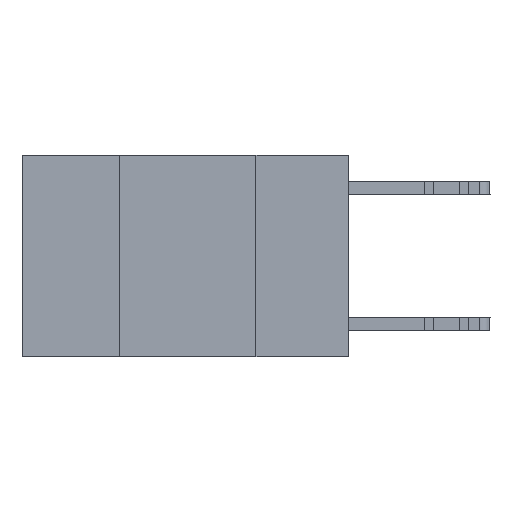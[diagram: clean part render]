
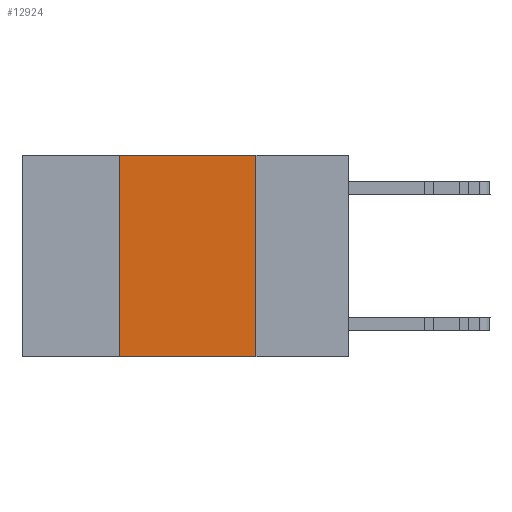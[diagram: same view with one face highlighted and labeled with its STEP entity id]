
A CAD part, left-side view. The second image highlights one B-rep face of the part: STEP entity #12924.
In plain terms, the highlighted planar face has unit normal (-1, 0, 0).
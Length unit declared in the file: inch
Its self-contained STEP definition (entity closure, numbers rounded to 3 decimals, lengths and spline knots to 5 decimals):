
#2710 = CARTESIAN_POINT ( 'NONE',  ( 0., 0.6, 0. ) ) ;
#3328 = VECTOR ( 'NONE', #20319, 39.37008 ) ;
#3470 = LINE ( 'NONE', #20388, #3328 ) ;
#3601 = DIRECTION ( 'NONE',  ( 0., 0., -1. ) ) ;
#3641 = DIRECTION ( 'NONE',  ( 1., 0., 0. ) ) ;
#3674 = PLANE ( 'NONE',  #26276 ) ;
#3754 = CARTESIAN_POINT ( 'NONE',  ( 0., 0.6, 0. ) ) ;
#5346 = DIRECTION ( 'NONE',  ( 0., -1., 0. ) ) ;
#5812 = FACE_OUTER_BOUND ( 'NONE', #19896, .T. ) ;
#6647 = CARTESIAN_POINT ( 'NONE',  ( 0., 0.42, -0.37 ) ) ;
#6846 = EDGE_CURVE ( 'NONE', #7691, #11660, #3470, .T. ) ;
#7691 = VERTEX_POINT ( 'NONE', #6647 ) ;
#8119 = EDGE_CURVE ( 'NONE', #7691, #19670, #23705, .T. ) ;
#11058 = ORIENTED_EDGE ( 'NONE', *, *, #30466, .F. ) ;
#11660 = VERTEX_POINT ( 'NONE', #26928 ) ;
#12924 = ADVANCED_FACE ( 'NONE', ( #5812 ), #3674, .F. ) ;
#13889 = CARTESIAN_POINT ( 'NONE',  ( 0., 0.17, 0. ) ) ;
#14007 = LINE ( 'NONE', #2710, #26200 ) ;
#15853 = ORIENTED_EDGE ( 'NONE', *, *, #30143, .F. ) ;
#15927 = VECTOR ( 'NONE', #16366, 39.37008 ) ;
#16366 = DIRECTION ( 'NONE',  ( 0., 0., -1. ) ) ;
#16557 = ORIENTED_EDGE ( 'NONE', *, *, #6846, .F. ) ;
#16652 = ORIENTED_EDGE ( 'NONE', *, *, #8119, .T. ) ;
#18234 = CARTESIAN_POINT ( 'NONE',  ( 0., 0.17, 0. ) ) ;
#19670 = VERTEX_POINT ( 'NONE', #27276 ) ;
#19896 = EDGE_LOOP ( 'NONE', ( #15853, #11058, #16557, #16652 ) ) ;
#20319 = DIRECTION ( 'NONE',  ( 0., 0., 1. ) ) ;
#20388 = CARTESIAN_POINT ( 'NONE',  ( 0., 0.42, 0. ) ) ;
#23026 = VERTEX_POINT ( 'NONE', #18234 ) ;
#23110 = VECTOR ( 'NONE', #26336, 39.37008 ) ;
#23216 = LINE ( 'NONE', #13889, #15927 ) ;
#23705 = LINE ( 'NONE', #27129, #23110 ) ;
#26200 = VECTOR ( 'NONE', #5346, 39.37008 ) ;
#26276 = AXIS2_PLACEMENT_3D ( 'NONE', #3754, #3641, #3601 ) ;
#26336 = DIRECTION ( 'NONE',  ( 0., -1., 0. ) ) ;
#26928 = CARTESIAN_POINT ( 'NONE',  ( 0., 0.42, 0. ) ) ;
#27129 = CARTESIAN_POINT ( 'NONE',  ( 0., 0.6, -0.37 ) ) ;
#27276 = CARTESIAN_POINT ( 'NONE',  ( 0., 0.17, -0.37 ) ) ;
#30143 = EDGE_CURVE ( 'NONE', #23026, #19670, #23216, .T. ) ;
#30466 = EDGE_CURVE ( 'NONE', #11660, #23026, #14007, .T. ) ;
